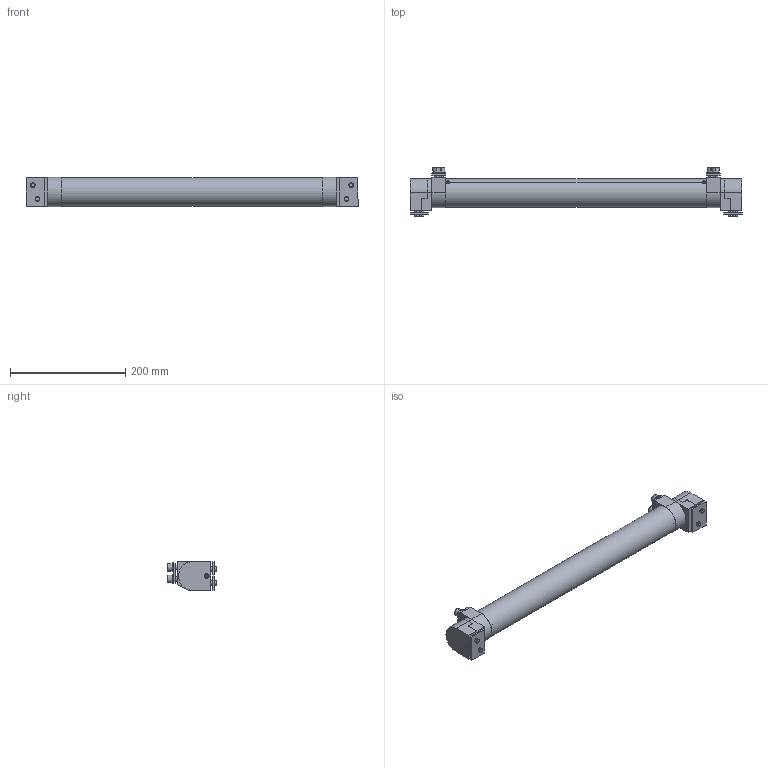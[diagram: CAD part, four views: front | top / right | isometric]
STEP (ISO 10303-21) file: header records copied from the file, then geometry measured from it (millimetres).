
FILE_DESCRIPTION (( 'STEP AP203' ), '1' );
FILE_NAME ('B-1999-1.STEP', '2008-10-22T01:51:59', ( ' ' ), ( ' ' ), 'SwSTEP 2.0', 'SolidWorks 2007', '' );
FILE_SCHEMA (( 'CONFIG_CONTROL_DESIGN' ));
Length unit declared in the file: millimetre
Products named in the file (13): 廫帤寠晅嶮偹偠M4_M4亊8; B-1999-1可動ブラケット右__ﾃﾞﾌｫﾙﾄ; B-1999-1娵僷僀僾__棉太倌; 六角穴付きボルトM8_JIS B 1176 M8 x 20 (20) --N; 僗僾儕儞僌儚僢僔儍乕M8_棉太倌; B-1999-1; B-1999-1固定ブラケット左__ﾃﾞﾌｫﾙﾄ; B-1999-1固定ブラケット右__ﾃﾞﾌｫﾙﾄ; B-1999-1可動ブラケット左__ﾃﾞﾌｫﾙﾄ; B-1999-1ブラケットカバー__ﾃﾞﾌｫﾙﾄ; B-1999-1固定側取付プレート__ﾃﾞﾌｫﾙﾄ; B-1999-1可動側取付プレート__ﾃﾞﾌｫﾙﾄ; 廫帤寠晅側傋偹偠M3_M3亊5
Assembly tree (27 placements, depth 2):
  B-1999-1
    B-1999-1ブラケットカバー__ﾃﾞﾌｫﾙﾄ  x2
    B-1999-1娵僷僀僾__棉太倌
    廫帤寠晅嶮偹偠M4_M4亊8  x2
    B-1999-1可動側取付プレート__ﾃﾞﾌｫﾙﾄ  x2
    六角穴付きボルトM8_JIS B 1176 M8 x 20 (20) --N  x8
    B-1999-1固定側取付プレート__ﾃﾞﾌｫﾙﾄ  x2
    廫帤寠晅側傋偹偠M3_M3亊5  x2
    僗僾儕儞僌儚僢僔儍乕M8_棉太倌  x4
    B-1999-1可動ブラケット右__ﾃﾞﾌｫﾙﾄ
    B-1999-1固定ブラケット左__ﾃﾞﾌｫﾙﾄ
    B-1999-1固定ブラケット右__ﾃﾞﾌｫﾙﾄ
    B-1999-1可動ブラケット左__ﾃﾞﾌｫﾙﾄ
Bounding box: 576 x 85.2 x 51 mm (x, y, z)
Volume: 367060.4 mm3; surface area: 232704.7 mm2
Topology: 27 solids, 27 shells, 623 faces, 1489 edges, 912 vertices
Faces by surface type: plane 368, cylinder 137, cone 86, torus 28, sphere 4
Entity records: 11492 total; most frequent: CARTESIAN_POINT 2101, DIRECTION 1648, ORIENTED_EDGE 1534, EDGE_CURVE 767, AXIS2_PLACEMENT_3D 581, VERTEX_POINT 490, VECTOR 486, LINE 486
